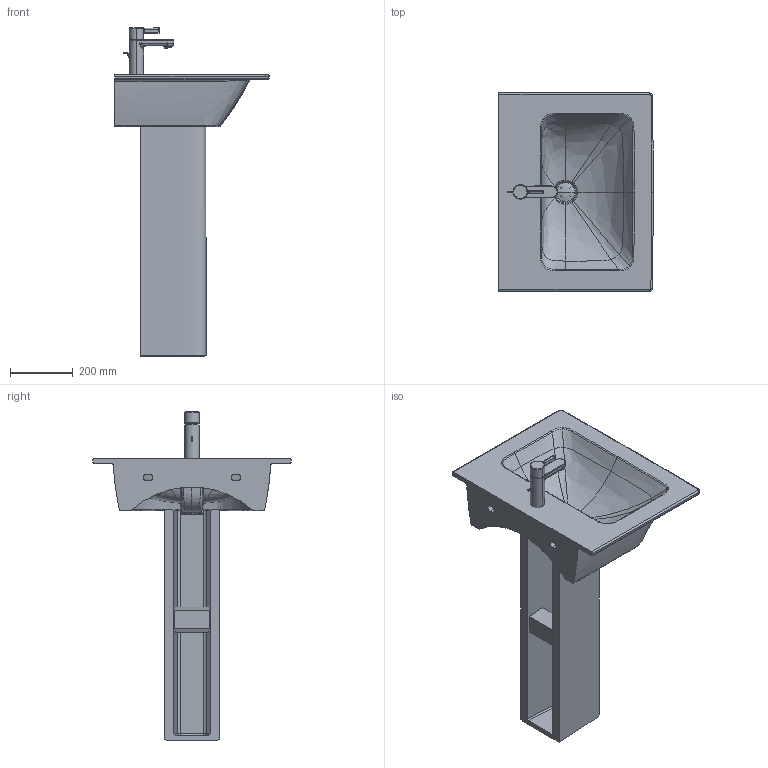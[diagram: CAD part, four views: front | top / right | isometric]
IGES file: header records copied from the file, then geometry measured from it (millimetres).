
Global section: file name: No Iges File Name specified; native system: Autodesk Inventor 2011; preprocessor: AutoDesk Inventor Iges Exporter R2011; author: Administrator; date: 20150910.183931; units: millimetre
Bounding box: 490.16 x 630.24 x 1042.35 mm (x, y, z)
Volume: 24281719.6 mm3; surface area: 1989046.2 mm2
Topology: 8 solids, 8 shells, 399 faces, 1001 edges, 623 vertices
Faces by surface type: bspline 166, plane 88, revolution 61, cylinder 53, torus 23, cone 6, sphere 2
